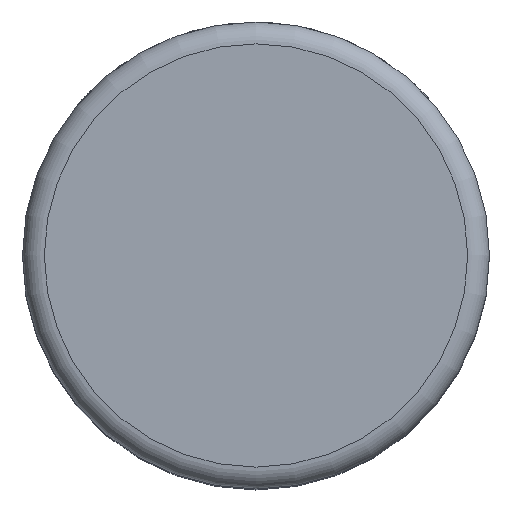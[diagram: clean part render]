
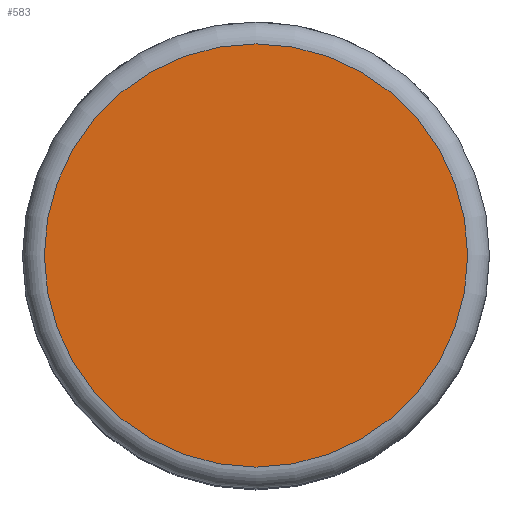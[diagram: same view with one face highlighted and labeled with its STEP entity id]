
A CAD part, top view. The second image highlights one B-rep face of the part: STEP entity #583.
In plain terms, the highlighted planar face has unit normal (0, 0, 1).
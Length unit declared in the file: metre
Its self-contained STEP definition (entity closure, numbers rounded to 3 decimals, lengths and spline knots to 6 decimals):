
#84=PLANE('',#740);
#153=ORIENTED_EDGE('',*,*,#222,.T.);
#222=EDGE_CURVE('',#276,#276,#330,.T.);
#276=VERTEX_POINT('',#1091);
#330=CIRCLE('',#741,0.029);
#409=EDGE_LOOP('',(#153));
#502=FACE_BOUND('',#409,.T.);
#583=ADVANCED_FACE('',(#502),#84,.T.);
#740=AXIS2_PLACEMENT_3D('',#1089,#914,#915);
#741=AXIS2_PLACEMENT_3D('',#1090,#916,#917);
#914=DIRECTION('',(0.,0.,1.));
#915=DIRECTION('',(1.,0.,0.));
#916=DIRECTION('',(0.,0.,1.));
#917=DIRECTION('',(1.,0.,0.));
#1089=CARTESIAN_POINT('',(0.,0.,0.0707));
#1090=CARTESIAN_POINT('',(0.,0.,0.0707));
#1091=CARTESIAN_POINT('',(0.029,0.,0.0707));
